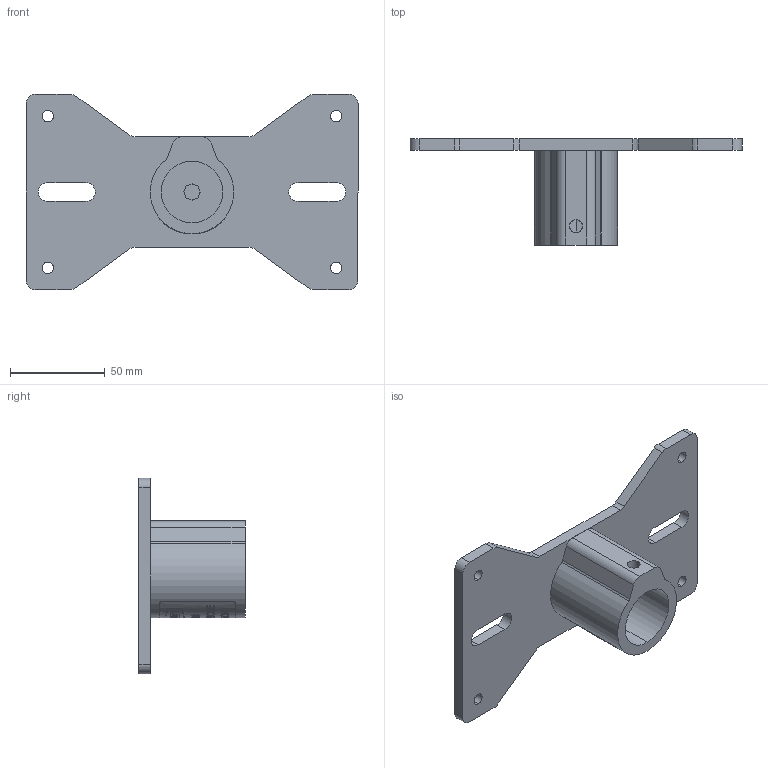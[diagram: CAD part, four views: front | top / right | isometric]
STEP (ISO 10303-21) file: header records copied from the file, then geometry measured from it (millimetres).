
FILE_DESCRIPTION (( 'STEP AP203' ), '1' );
FILE_NAME ('T52600.STEP', '2018-08-01T10:42:12', ( '' ), ( '' ), 'SwSTEP 2.0', 'SolidWorks 2016', '' );
FILE_SCHEMA (( 'CONFIG_CONTROL_DESIGN' ));
Length unit declared in the file: millimetre
Products named in the file (6): TH2038_TH2560; TH159_TH159 CSK; T52600 LABEL; spring pin slotted_hd_doughty fastners - stainless_Spring Pin ISO 8752 - 5 x 16St; T52600; Socket Countersunk Head Screw_Doughty Fastners_ISO 10642 - M10 x 25 --- 25S
Assembly tree (5 placements, depth 2):
  T52600
    TH159_TH159 CSK
    TH2038_TH2560
    Socket Countersunk Head Screw_Doughty Fastners_ISO 10642 - M10 x 25 --- 25S
    spring pin slotted_hd_doughty fastners - stainless_Spring Pin ISO 8752 - 5 x 16St
    T52600 LABEL
Bounding box: 175 x 56 x 103 mm (x, y, z)
Volume: 137377.5 mm3; surface area: 51032.6 mm2
Topology: 5 solids, 5 shells, 568 faces, 1488 edges, 976 vertices
Faces by surface type: bspline 199, plane 186, cylinder 122, cone 59, torus 2
Entity records: 43353 total; most frequent: CARTESIAN_POINT 30218, ORIENTED_EDGE 2968, DIRECTION 1986, EDGE_CURVE 1484, VERTEX_POINT 976, AXIS2_PLACEMENT_3D 785, B_SPLINE_CURVE_WITH_KNOTS 660, EDGE_LOOP 638
